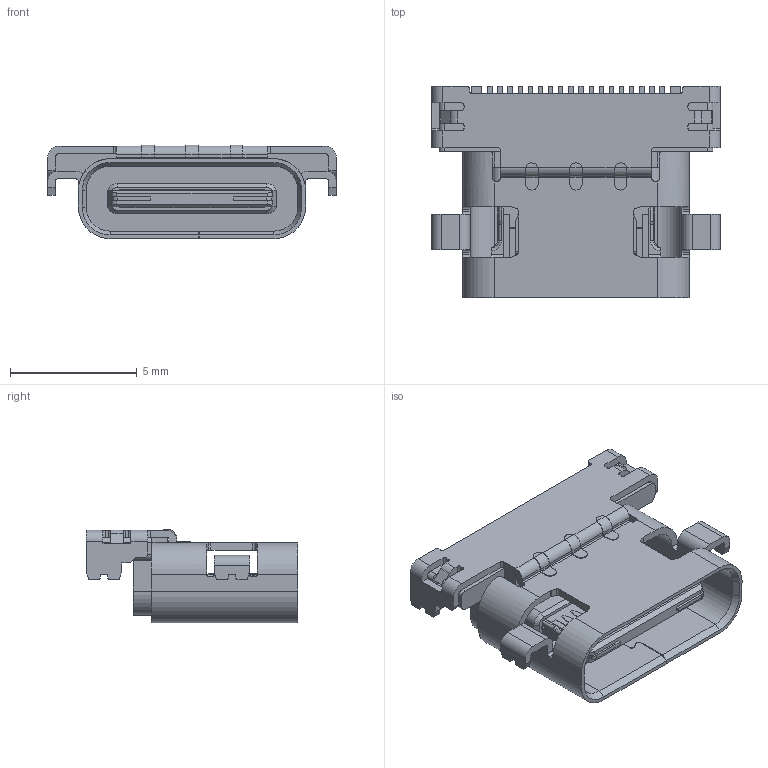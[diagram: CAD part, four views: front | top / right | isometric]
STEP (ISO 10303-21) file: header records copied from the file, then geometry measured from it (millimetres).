
FILE_DESCRIPTION(/* description */ (''),/* implementation_level */ '2;1');
FILE_NAME(/* name */ 'CX70M-24P1.step',/* time_stamp */ '2023-08-08T12:45:04+01:00',/* author */ (''),/* organization */ (''),/* preprocessor_version */ 'ST-DEVELOPER v20',/* originating_system */ 'Autodesk Translation Framework v12.9.0.99',/* authorisation */ '');
FILE_SCHEMA (('AUTOMOTIVE_DESIGN { 1 0 10303 214 3 1 1 }'));
Length unit declared in the file: millimetre
Products named in the file (1): (Unsaved)
Bounding box: 11.4 x 8.35 x 3.69 mm (x, y, z)
Volume: 118.5 mm3; surface area: 569.8 mm2
Topology: 53 solids, 53 shells, 1120 faces, 2988 edges, 1968 vertices
Faces by surface type: plane 753, cylinder 351, cone 12, torus 4
Entity records: 34811 total; most frequent: CARTESIAN_POINT 6172, ORIENTED_EDGE 5976, DIRECTION 5926, EDGE_CURVE 2988, LINE 2264, VECTOR 2264, VERTEX_POINT 1968, AXIS2_PLACEMENT_3D 1831
